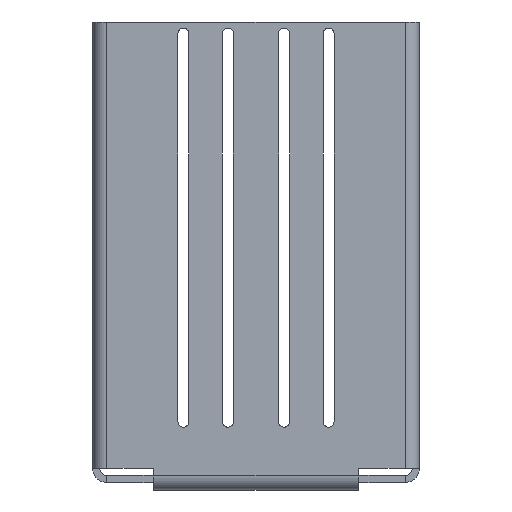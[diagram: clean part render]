
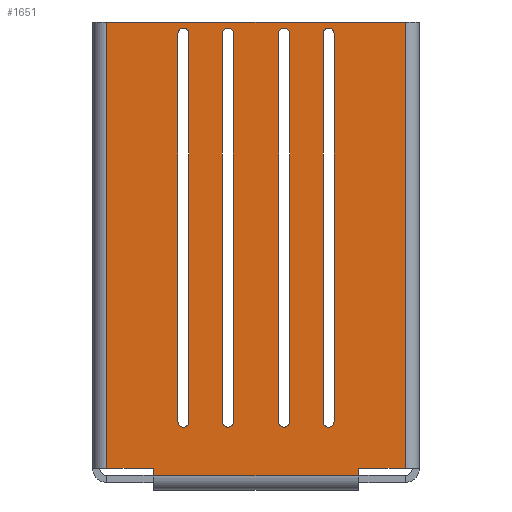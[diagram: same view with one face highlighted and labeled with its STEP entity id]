
A CAD part, front view. The second image highlights one B-rep face of the part: STEP entity #1651.
In plain terms, the highlighted planar face has unit normal (0, -1, 0).
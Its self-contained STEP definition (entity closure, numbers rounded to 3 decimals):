
#32=FACE_BOUND('',#280,.T.);
#33=FACE_BOUND('',#281,.T.);
#34=FACE_BOUND('',#282,.T.);
#35=FACE_BOUND('',#283,.T.);
#88=PLANE('',#1842);
#173=FACE_OUTER_BOUND('',#279,.T.);
#279=EDGE_LOOP('',(#1450,#1451,#1452,#1453,#1454,#1455,#1456,#1457));
#280=EDGE_LOOP('',(#1458,#1459,#1460,#1461));
#281=EDGE_LOOP('',(#1462,#1463,#1464,#1465));
#282=EDGE_LOOP('',(#1466,#1467,#1468,#1469));
#283=EDGE_LOOP('',(#1470,#1471,#1472,#1473));
#307=LINE('',#2408,#450);
#312=LINE('',#2422,#455);
#315=LINE('',#2432,#458);
#320=LINE('',#2446,#463);
#405=LINE('',#2718,#548);
#408=LINE('',#2724,#551);
#411=LINE('',#2739,#554);
#414=LINE('',#2744,#557);
#416=LINE('',#2749,#559);
#418=LINE('',#2756,#561);
#424=LINE('',#2771,#567);
#431=LINE('',#2798,#574);
#433=LINE('',#2804,#576);
#434=LINE('',#2808,#577);
#435=LINE('',#2812,#578);
#436=LINE('',#2816,#579);
#450=VECTOR('',#1905,10.);
#455=VECTOR('',#1918,10.);
#458=VECTOR('',#1929,10.);
#463=VECTOR('',#1942,10.);
#548=VECTOR('',#2223,10.);
#551=VECTOR('',#2228,10.);
#554=VECTOR('',#2245,10.);
#557=VECTOR('',#2250,10.);
#559=VECTOR('',#2256,2.16);
#561=VECTOR('',#2264,10.);
#567=VECTOR('',#2286,10.);
#574=VECTOR('',#2317,10.);
#576=VECTOR('',#2323,10.);
#577=VECTOR('',#2326,10.);
#578=VECTOR('',#2329,10.);
#579=VECTOR('',#2332,10.);
#605=CIRCLE('',#1698,1.175);
#607=CIRCLE('',#1702,1.175);
#609=CIRCLE('',#1706,1.175);
#611=CIRCLE('',#1710,1.175);
#677=CIRCLE('',#1843,1.175);
#678=CIRCLE('',#1844,1.175);
#679=CIRCLE('',#1845,1.175);
#680=CIRCLE('',#1846,1.175);
#697=VERTEX_POINT('',#2406);
#698=VERTEX_POINT('',#2407);
#701=VERTEX_POINT('',#2415);
#703=VERTEX_POINT('',#2421);
#705=VERTEX_POINT('',#2430);
#706=VERTEX_POINT('',#2431);
#709=VERTEX_POINT('',#2439);
#711=VERTEX_POINT('',#2445);
#797=VERTEX_POINT('',#2711);
#800=VERTEX_POINT('',#2716);
#802=VERTEX_POINT('',#2722);
#804=VERTEX_POINT('',#2731);
#806=VERTEX_POINT('',#2736);
#807=VERTEX_POINT('',#2738);
#809=VERTEX_POINT('',#2747);
#811=VERTEX_POINT('',#2755);
#821=VERTEX_POINT('',#2802);
#822=VERTEX_POINT('',#2803);
#823=VERTEX_POINT('',#2805);
#824=VERTEX_POINT('',#2807);
#825=VERTEX_POINT('',#2810);
#826=VERTEX_POINT('',#2811);
#827=VERTEX_POINT('',#2813);
#828=VERTEX_POINT('',#2815);
#849=EDGE_CURVE('',#697,#698,#307,.T.);
#853=EDGE_CURVE('',#698,#701,#605,.T.);
#856=EDGE_CURVE('',#701,#703,#312,.T.);
#859=EDGE_CURVE('',#703,#697,#607,.T.);
#861=EDGE_CURVE('',#705,#706,#315,.T.);
#865=EDGE_CURVE('',#706,#709,#609,.T.);
#868=EDGE_CURVE('',#709,#711,#320,.T.);
#871=EDGE_CURVE('',#711,#705,#611,.T.);
#1003=EDGE_CURVE('',#797,#800,#405,.T.);
#1006=EDGE_CURVE('',#800,#802,#408,.T.);
#1013=EDGE_CURVE('',#807,#806,#411,.T.);
#1016=EDGE_CURVE('',#804,#807,#414,.T.);
#1019=EDGE_CURVE('',#809,#802,#416,.T.);
#1022=EDGE_CURVE('',#804,#811,#418,.T.);
#1030=EDGE_CURVE('',#806,#797,#424,.T.);
#1045=EDGE_CURVE('',#811,#809,#431,.T.);
#1047=EDGE_CURVE('',#821,#822,#433,.T.);
#1048=EDGE_CURVE('',#823,#821,#677,.T.);
#1049=EDGE_CURVE('',#824,#823,#434,.T.);
#1050=EDGE_CURVE('',#822,#824,#678,.T.);
#1051=EDGE_CURVE('',#825,#826,#435,.T.);
#1052=EDGE_CURVE('',#827,#825,#679,.T.);
#1053=EDGE_CURVE('',#828,#827,#436,.T.);
#1054=EDGE_CURVE('',#826,#828,#680,.T.);
#1450=ORIENTED_EDGE('',*,*,#1006,.T.);
#1451=ORIENTED_EDGE('',*,*,#1019,.F.);
#1452=ORIENTED_EDGE('',*,*,#1045,.F.);
#1453=ORIENTED_EDGE('',*,*,#1022,.F.);
#1454=ORIENTED_EDGE('',*,*,#1016,.T.);
#1455=ORIENTED_EDGE('',*,*,#1013,.T.);
#1456=ORIENTED_EDGE('',*,*,#1030,.T.);
#1457=ORIENTED_EDGE('',*,*,#1003,.T.);
#1458=ORIENTED_EDGE('',*,*,#1047,.F.);
#1459=ORIENTED_EDGE('',*,*,#1048,.F.);
#1460=ORIENTED_EDGE('',*,*,#1049,.F.);
#1461=ORIENTED_EDGE('',*,*,#1050,.F.);
#1462=ORIENTED_EDGE('',*,*,#1051,.F.);
#1463=ORIENTED_EDGE('',*,*,#1052,.F.);
#1464=ORIENTED_EDGE('',*,*,#1053,.F.);
#1465=ORIENTED_EDGE('',*,*,#1054,.F.);
#1466=ORIENTED_EDGE('',*,*,#849,.T.);
#1467=ORIENTED_EDGE('',*,*,#853,.T.);
#1468=ORIENTED_EDGE('',*,*,#856,.T.);
#1469=ORIENTED_EDGE('',*,*,#859,.T.);
#1470=ORIENTED_EDGE('',*,*,#861,.T.);
#1471=ORIENTED_EDGE('',*,*,#865,.T.);
#1472=ORIENTED_EDGE('',*,*,#868,.T.);
#1473=ORIENTED_EDGE('',*,*,#871,.T.);
#1651=ADVANCED_FACE('',(#173,#32,#33,#34,#35),#88,.T.);
#1698=AXIS2_PLACEMENT_3D('',#2416,#1911,#1912);
#1702=AXIS2_PLACEMENT_3D('',#2427,#1923,#1924);
#1706=AXIS2_PLACEMENT_3D('',#2440,#1935,#1936);
#1710=AXIS2_PLACEMENT_3D('',#2451,#1947,#1948);
#1842=AXIS2_PLACEMENT_3D('',#2801,#2321,#2322);
#1843=AXIS2_PLACEMENT_3D('',#2806,#2324,#2325);
#1844=AXIS2_PLACEMENT_3D('',#2809,#2327,#2328);
#1845=AXIS2_PLACEMENT_3D('',#2814,#2330,#2331);
#1846=AXIS2_PLACEMENT_3D('',#2817,#2333,#2334);
#1905=DIRECTION('',(0.,0.,-1.));
#1911=DIRECTION('center_axis',(0.,1.,0.));
#1912=DIRECTION('ref_axis',(1.,0.,0.));
#1918=DIRECTION('',(0.,0.,1.));
#1923=DIRECTION('center_axis',(0.,1.,0.));
#1924=DIRECTION('ref_axis',(-1.,0.,0.));
#1929=DIRECTION('',(0.,0.,-1.));
#1935=DIRECTION('center_axis',(0.,1.,0.));
#1936=DIRECTION('ref_axis',(1.,0.,0.));
#1942=DIRECTION('',(0.,0.,1.));
#1947=DIRECTION('center_axis',(0.,1.,0.));
#1948=DIRECTION('ref_axis',(-1.,0.,0.));
#2223=DIRECTION('',(0.,0.,1.));
#2228=DIRECTION('',(1.,0.,0.));
#2245=DIRECTION('',(0.,0.,-1.));
#2250=DIRECTION('',(1.,0.,0.));
#2256=DIRECTION('',(0.,0.,-1.));
#2264=DIRECTION('',(0.,0.,1.));
#2286=DIRECTION('',(1.,0.,0.));
#2317=DIRECTION('',(1.,0.,0.));
#2321=DIRECTION('center_axis',(0.,-1.,0.));
#2322=DIRECTION('ref_axis',(-1.,0.,0.));
#2323=DIRECTION('',(0.,0.,-1.));
#2324=DIRECTION('center_axis',(0.,-1.,0.));
#2325=DIRECTION('ref_axis',(1.,0.,0.));
#2326=DIRECTION('',(0.,0.,1.));
#2327=DIRECTION('center_axis',(0.,-1.,0.));
#2328=DIRECTION('ref_axis',(-1.,0.,0.));
#2329=DIRECTION('',(0.,0.,-1.));
#2330=DIRECTION('center_axis',(0.,-1.,0.));
#2331=DIRECTION('ref_axis',(1.,0.,0.));
#2332=DIRECTION('',(0.,0.,1.));
#2333=DIRECTION('center_axis',(0.,-1.,0.));
#2334=DIRECTION('ref_axis',(-1.,0.,0.));
#2406=CARTESIAN_POINT('',(7.175,-32.5,96.));
#2407=CARTESIAN_POINT('',(7.175,-32.5,13.1));
#2408=CARTESIAN_POINT('',(7.175,-32.5,30.702));
#2415=CARTESIAN_POINT('',(4.825,-32.5,13.1));
#2416=CARTESIAN_POINT('Origin',(6.,-32.5,13.1));
#2421=CARTESIAN_POINT('',(4.825,-32.5,96.));
#2422=CARTESIAN_POINT('',(4.825,-32.5,72.152));
#2427=CARTESIAN_POINT('Origin',(6.,-32.5,96.));
#2430=CARTESIAN_POINT('',(16.675,-32.5,96.));
#2431=CARTESIAN_POINT('',(16.675,-32.5,13.1));
#2432=CARTESIAN_POINT('',(16.675,-32.5,30.702));
#2439=CARTESIAN_POINT('',(14.325,-32.5,13.1));
#2440=CARTESIAN_POINT('Origin',(15.5,-32.5,13.1));
#2445=CARTESIAN_POINT('',(14.325,-32.5,96.));
#2446=CARTESIAN_POINT('',(14.325,-32.5,72.152));
#2451=CARTESIAN_POINT('Origin',(15.5,-32.5,96.));
#2711=CARTESIAN_POINT('',(21.9,-32.5,1.5));
#2716=CARTESIAN_POINT('',(21.9,-32.5,3.1));
#2718=CARTESIAN_POINT('',(21.9,-32.5,24.902));
#2722=CARTESIAN_POINT('',(31.9,-32.5,3.1));
#2724=CARTESIAN_POINT('',(10.95,-32.5,3.1));
#2731=CARTESIAN_POINT('',(-31.9,-32.5,3.1));
#2736=CARTESIAN_POINT('',(-21.9,-32.5,1.5));
#2738=CARTESIAN_POINT('',(-21.9,-32.5,3.1));
#2739=CARTESIAN_POINT('',(-21.9,-32.5,24.902));
#2744=CARTESIAN_POINT('',(-10.95,-32.5,3.1));
#2747=CARTESIAN_POINT('',(31.9,-32.5,98.5));
#2749=CARTESIAN_POINT('',(31.9,-32.5,-5.286));
#2755=CARTESIAN_POINT('',(-31.9,-32.5,98.5));
#2756=CARTESIAN_POINT('',(-31.9,-32.5,1.5));
#2771=CARTESIAN_POINT('',(0.,-32.5,1.5));
#2798=CARTESIAN_POINT('',(21.9,-32.5,98.5));
#2801=CARTESIAN_POINT('Origin',(0.,-32.5,48.304));
#2802=CARTESIAN_POINT('',(-7.175,-32.5,96.));
#2803=CARTESIAN_POINT('',(-7.175,-32.5,13.1));
#2804=CARTESIAN_POINT('',(-7.175,-32.5,30.702));
#2805=CARTESIAN_POINT('',(-4.825,-32.5,96.));
#2806=CARTESIAN_POINT('Origin',(-6.,-32.5,96.));
#2807=CARTESIAN_POINT('',(-4.825,-32.5,13.1));
#2808=CARTESIAN_POINT('',(-4.825,-32.5,72.152));
#2809=CARTESIAN_POINT('Origin',(-6.,-32.5,13.1));
#2810=CARTESIAN_POINT('',(-16.675,-32.5,96.));
#2811=CARTESIAN_POINT('',(-16.675,-32.5,13.1));
#2812=CARTESIAN_POINT('',(-16.675,-32.5,30.702));
#2813=CARTESIAN_POINT('',(-14.325,-32.5,96.));
#2814=CARTESIAN_POINT('Origin',(-15.5,-32.5,96.));
#2815=CARTESIAN_POINT('',(-14.325,-32.5,13.1));
#2816=CARTESIAN_POINT('',(-14.325,-32.5,72.152));
#2817=CARTESIAN_POINT('Origin',(-15.5,-32.5,13.1));
